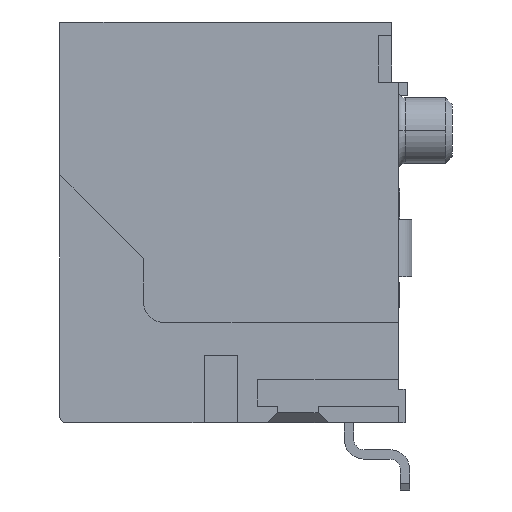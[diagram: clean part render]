
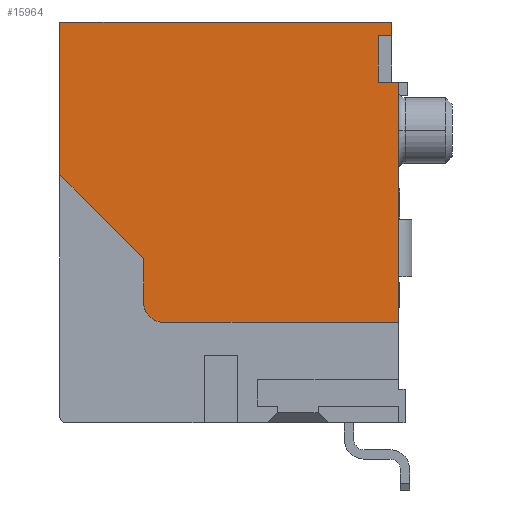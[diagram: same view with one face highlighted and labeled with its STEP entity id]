
A CAD part, left-side view. The second image highlights one B-rep face of the part: STEP entity #15964.
In plain terms, the highlighted planar face has unit normal (-1, 0, 0).
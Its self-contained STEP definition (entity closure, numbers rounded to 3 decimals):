
#842 = CARTESIAN_POINT ( 'NONE',  ( -0.178, 0., 0. ) ) ;
#2012 = AXIS2_PLACEMENT_3D ( 'NONE', #6716, #6718, #6719 ) ;
#3315 = CARTESIAN_POINT ( 'NONE',  ( -0.178, -0.254, -2.286 ) ) ;
#3316 = DIRECTION ( 'NONE',  ( 0., 0., -1. ) ) ;
#3389 = CARTESIAN_POINT ( 'NONE',  ( -0.178, 0., -11.379 ) ) ;
#3393 = DIRECTION ( 'NONE',  ( 0., 0., -1. ) ) ;
#3718 = CARTESIAN_POINT ( 'NONE',  ( -0.178, 12.573, 0. ) ) ;
#3719 = DIRECTION ( 'NONE',  ( 0., 0., 1. ) ) ;
#3965 = LINE ( 'NONE', #3315, #3968 ) ;
#3968 = VECTOR ( 'NONE', #3316, 1000. ) ;
#4033 = LINE ( 'NONE', #3389, #4036 ) ;
#4036 = VECTOR ( 'NONE', #3393, 1000. ) ;
#4263 = LINE ( 'NONE', #3718, #4266 ) ;
#4266 = VECTOR ( 'NONE', #3719, 1000. ) ;
#4920 = LINE ( 'NONE', #6706, #4923 ) ;
#4923 = VECTOR ( 'NONE', #6707, 1000. ) ;
#4924 = LINE ( 'NONE', #6710, #4927 ) ;
#4927 = VECTOR ( 'NONE', #6711, 1000. ) ;
#4928 = CIRCLE ( 'NONE', #2012, 0.762 ) ;
#4930 = LINE ( 'NONE', #6698, #4932 ) ;
#4932 = VECTOR ( 'NONE', #6696, 1000. ) ;
#4965 = LINE ( 'NONE', #6714, #4975 ) ;
#4969 = LINE ( 'NONE', #6759, #4973 ) ;
#4971 = LINE ( 'NONE', #6754, #4977 ) ;
#4973 = VECTOR ( 'NONE', #6761, 1000. ) ;
#4975 = VECTOR ( 'NONE', #6762, 1000. ) ;
#4977 = VECTOR ( 'NONE', #6764, 1000. ) ;
#6696 = DIRECTION ( 'NONE',  ( 0., 1., 0. ) ) ;
#6698 = CARTESIAN_POINT ( 'NONE',  ( -0.178, 8.636, -11.379 ) ) ;
#6706 = CARTESIAN_POINT ( 'NONE',  ( -0.178, 12.573, -5.791 ) ) ;
#6707 = DIRECTION ( 'NONE',  ( 0., 0.707, 0.707 ) ) ;
#6710 = CARTESIAN_POINT ( 'NONE',  ( -0.178, 9.398, -8.966 ) ) ;
#6711 = DIRECTION ( 'NONE',  ( 0., 0., 1. ) ) ;
#6714 = CARTESIAN_POINT ( 'NONE',  ( -0.178, 0.508, -0.508 ) ) ;
#6716 = CARTESIAN_POINT ( 'NONE',  ( -0.178, 8.636, -10.617 ) ) ;
#6718 = DIRECTION ( 'NONE',  ( 1., 0., 0. ) ) ;
#6719 = DIRECTION ( 'NONE',  ( 0., 0., -1. ) ) ;
#6754 = CARTESIAN_POINT ( 'NONE',  ( -0.178, 0.508, -0.508 ) ) ;
#6759 = CARTESIAN_POINT ( 'NONE',  ( -0.178, -0.254, -2.286 ) ) ;
#6761 = DIRECTION ( 'NONE',  ( 0., 1., 0. ) ) ;
#6762 = DIRECTION ( 'NONE',  ( 0., 0., -1. ) ) ;
#6764 = DIRECTION ( 'NONE',  ( 0., -1., 0. ) ) ;
#7005 = CARTESIAN_POINT ( 'NONE',  ( -0.178, -0.254, -2.286 ) ) ;
#7006 = CARTESIAN_POINT ( 'NONE',  ( -0.178, -0.254, -11.379 ) ) ;
#7037 = CARTESIAN_POINT ( 'NONE',  ( -0.178, 0., -0.508 ) ) ;
#7128 = CARTESIAN_POINT ( 'NONE',  ( -0.178, 12.573, -5.791 ) ) ;
#7131 = CARTESIAN_POINT ( 'NONE',  ( -0.178, 12.573, 0. ) ) ;
#8787 = CARTESIAN_POINT ( 'NONE',  ( -0.178, 9.398, -8.966 ) ) ;
#8794 = CARTESIAN_POINT ( 'NONE',  ( -0.178, 9.398, -10.617 ) ) ;
#8795 = CARTESIAN_POINT ( 'NONE',  ( -0.178, 8.636, -11.379 ) ) ;
#8805 = CARTESIAN_POINT ( 'NONE',  ( -0.178, 0.508, -0.508 ) ) ;
#8806 = CARTESIAN_POINT ( 'NONE',  ( -0.178, 0.508, -2.286 ) ) ;
#15423 = EDGE_CURVE ( 'NONE', #19300, #18124, #25003, .T. ) ;
#15964 = ADVANCED_FACE ( 'NONE', ( #27176 ), #30224, .T. ) ;
#18124 = VERTEX_POINT ( 'NONE', #842 ) ;
#18450 = EDGE_CURVE ( 'NONE', #19174, #19175, #3965, .T. ) ;
#18485 = EDGE_CURVE ( 'NONE', #18124, #19206, #4033, .T. ) ;
#18606 = EDGE_CURVE ( 'NONE', #19297, #19300, #4263, .T. ) ;
#19019 = EDGE_CURVE ( 'NONE', #19700, #19297, #4920, .T. ) ;
#19021 = EDGE_CURVE ( 'NONE', #19707, #19700, #4924, .T. ) ;
#19023 = EDGE_CURVE ( 'NONE', #19708, #19707, #4928, .T. ) ;
#19024 = EDGE_CURVE ( 'NONE', #19175, #19708, #4930, .T. ) ;
#19044 = EDGE_CURVE ( 'NONE', #19174, #19719, #4969, .T. ) ;
#19045 = EDGE_CURVE ( 'NONE', #19718, #19719, #4965, .T. ) ;
#19046 = EDGE_CURVE ( 'NONE', #19718, #19206, #4971, .T. ) ;
#19174 = VERTEX_POINT ( 'NONE', #7005 ) ;
#19175 = VERTEX_POINT ( 'NONE', #7006 ) ;
#19206 = VERTEX_POINT ( 'NONE', #7037 ) ;
#19297 = VERTEX_POINT ( 'NONE', #7128 ) ;
#19300 = VERTEX_POINT ( 'NONE', #7131 ) ;
#19700 = VERTEX_POINT ( 'NONE', #8787 ) ;
#19707 = VERTEX_POINT ( 'NONE', #8794 ) ;
#19708 = VERTEX_POINT ( 'NONE', #8795 ) ;
#19718 = VERTEX_POINT ( 'NONE', #8805 ) ;
#19719 = VERTEX_POINT ( 'NONE', #8806 ) ;
#20787 = ORIENTED_EDGE ( 'NONE', *, *, #19044, .T. ) ;
#20788 = ORIENTED_EDGE ( 'NONE', *, *, #19045, .F. ) ;
#20789 = ORIENTED_EDGE ( 'NONE', *, *, #19046, .T. ) ;
#20790 = ORIENTED_EDGE ( 'NONE', *, *, #18485, .F. ) ;
#20791 = ORIENTED_EDGE ( 'NONE', *, *, #15423, .F. ) ;
#20792 = ORIENTED_EDGE ( 'NONE', *, *, #18606, .F. ) ;
#20793 = ORIENTED_EDGE ( 'NONE', *, *, #19019, .F. ) ;
#20794 = ORIENTED_EDGE ( 'NONE', *, *, #19021, .F. ) ;
#20795 = ORIENTED_EDGE ( 'NONE', *, *, #19023, .F. ) ;
#20796 = ORIENTED_EDGE ( 'NONE', *, *, #19024, .F. ) ;
#20797 = ORIENTED_EDGE ( 'NONE', *, *, #18450, .F. ) ;
#24865 = EDGE_LOOP ( 'NONE', ( #20787, #20788, #20789, #20790, #20791, #20792, #20793, #20794, #20795, #20796, #20797 ) ) ;
#25003 = LINE ( 'NONE', #25660, #25006 ) ;
#25006 = VECTOR ( 'NONE', #25662, 1000. ) ;
#25660 = CARTESIAN_POINT ( 'NONE',  ( -0.178, 0., 0. ) ) ;
#25662 = DIRECTION ( 'NONE',  ( 0., -1., 0. ) ) ;
#27176 = FACE_OUTER_BOUND ( 'NONE', #24865, .T. ) ;
#29352 = AXIS2_PLACEMENT_3D ( 'NONE', #30194, #30227, #30229 ) ;
#30194 = CARTESIAN_POINT ( 'NONE',  ( -0.178, 8.636, -10.617 ) ) ;
#30224 = PLANE ( 'NONE',  #29352 ) ;
#30227 = DIRECTION ( 'NONE',  ( -1., 0., 0. ) ) ;
#30229 = DIRECTION ( 'NONE',  ( 0., 0., -1. ) ) ;
